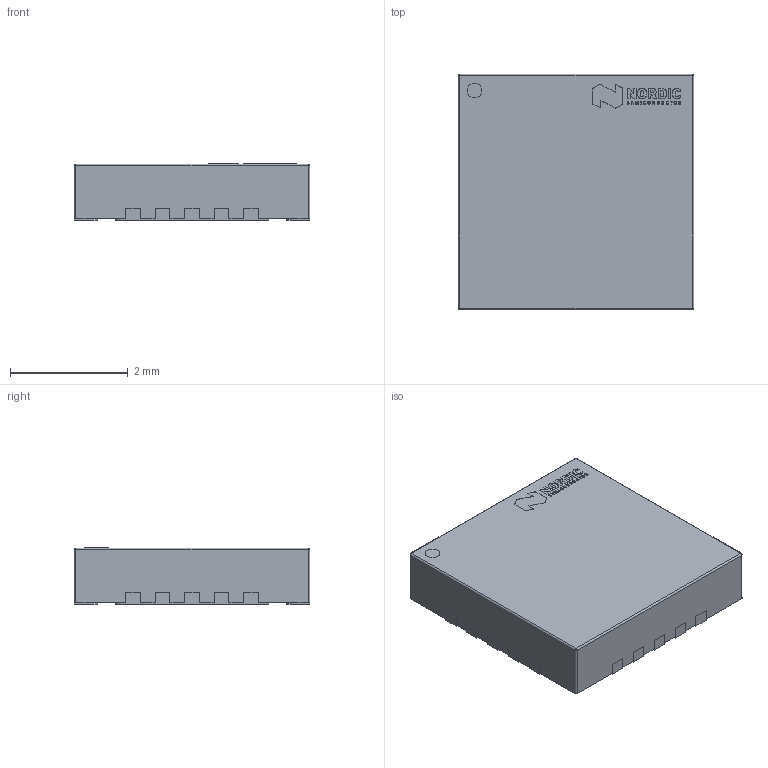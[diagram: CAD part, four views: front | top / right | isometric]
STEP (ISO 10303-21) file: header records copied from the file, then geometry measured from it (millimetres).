
FILE_DESCRIPTION (( 'STEP AP214' ), '1' );
FILE_NAME ('NRF24L01P-R7.STEP', '2021-08-04T07:57:30', ( '' ), ( '' ), 'SwSTEP 2.0', 'SolidWorks 2020', '' );
FILE_SCHEMA (( 'AUTOMOTIVE_DESIGN' ));
Length unit declared in the file: millimetre
Products named in the file (5): Nordic Logo; Pins; NRF24L01P-R7; Body; 0.25mm
Assembly tree (4 placements, depth 2):
  NRF24L01P-R7
    Body
    Pins
    0.25mm
    Nordic Logo
Bounding box: 4 x 4 x 0.95 mm (x, y, z)
Volume: 15 mm3; surface area: 75.6 mm2
Topology: 43 solids, 43 shells, 513 faces, 1267 edges, 838 vertices
Faces by surface type: plane 319, bspline 118, cylinder 72, sphere 4
Entity records: 16230 total; most frequent: CARTESIAN_POINT 4155, ORIENTED_EDGE 2526, DIRECTION 1975, EDGE_CURVE 1263, VECTOR 883, LINE 883, VERTEX_POINT 838, AXIS2_PLACEMENT_3D 546
